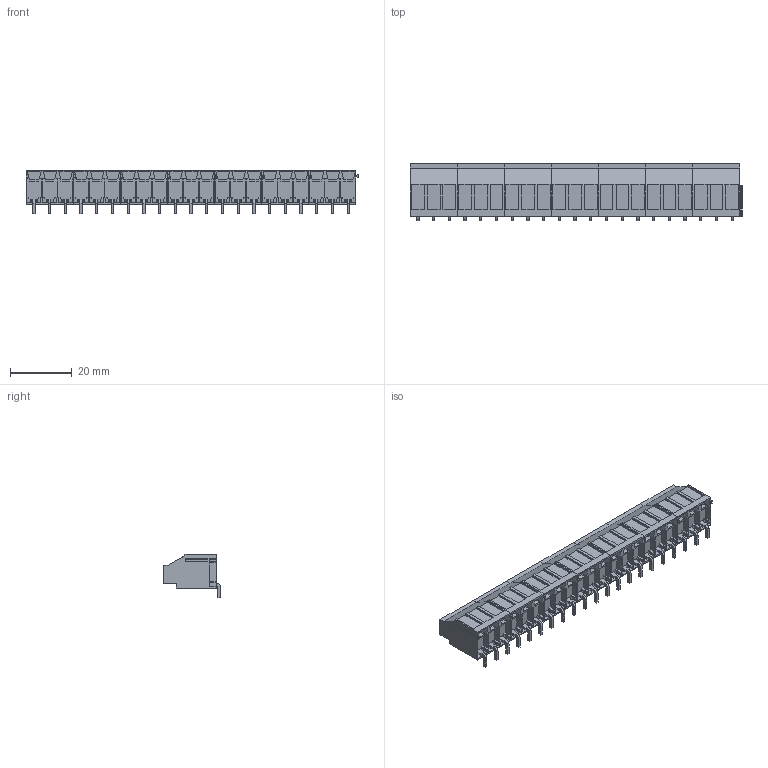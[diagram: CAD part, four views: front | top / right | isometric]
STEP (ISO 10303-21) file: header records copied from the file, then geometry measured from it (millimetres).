
FILE_DESCRIPTION(('CATIA V5 STEP','CAx-IF Rec.Pracs.--- Model Styling and Organization---1.2---2011-12-15'),'2;1');
FILE_NAME ('D1462064_0_2432100000_2432100000.stp','2016-10-03T07:05:35+00:00',('none'),('Weidmueller'),'CATIA Version 5-6 Release 2014','CATIA V5 STEP AP214','none');
FILE_SCHEMA(('AUTOMOTIVE_DESIGN { 1 0 10303 214 1 1 1 1 }'));
Length unit declared in the file: millimetre
Products named in the file (1): 2432100000_S
Bounding box: 107.33 x 18.57 x 14.2 mm (x, y, z)
Volume: 13950.9 mm3; surface area: 14243.6 mm2
Topology: 49 solids, 49 shells, 1575 faces, 4158 edges, 2744 vertices
Faces by surface type: plane 1407, cylinder 168
Entity records: 44712 total; most frequent: ORIENTED_EDGE 8316, CARTESIAN_POINT 7920, DIRECTION 6192, EDGE_CURVE 4158, VECTOR 3738, LINE 3738, VERTEX_POINT 2744, EDGE_LOOP 1638
